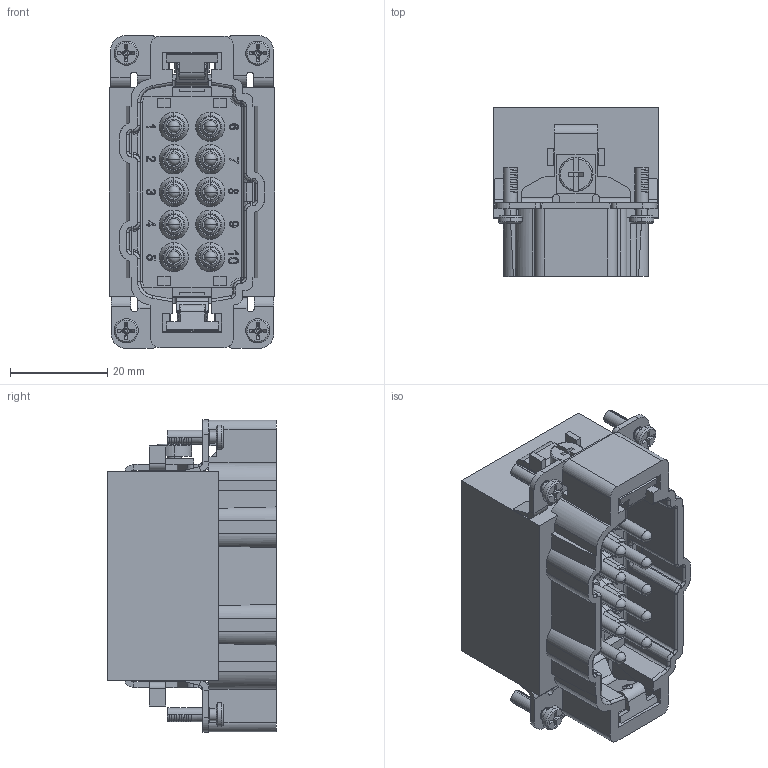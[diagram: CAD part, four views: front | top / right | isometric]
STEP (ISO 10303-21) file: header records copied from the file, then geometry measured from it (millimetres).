
FILE_DESCRIPTION((''),'2;1');
FILE_NAME('HE010MSW','2017-07-18T',('tl.yang'),(''),'PRO/ENGINEER BY PARAMETRIC TECHNOLOGY CORPORATION, 2011500','PRO/ENGINEER BY PARAMETRIC TECHNOLOGY CORPORATION, 2011500','');
FILE_SCHEMA(('CONFIG_CONTROL_DESIGN'));
Length unit declared in the file: millimetre
Products named in the file (1): HE010MSW
Bounding box: 34 x 34.7 x 64.2 mm (x, y, z)
Volume: 38352.3 mm3; surface area: 17287.4 mm2
Topology: 1 solids, 22 shells, 1642 faces, 4608 edges, 3066 vertices
Faces by surface type: plane 1033, cylinder 220, extrusion 152, cone 124, bspline 48, torus 35, sphere 30
Entity records: 56020 total; most frequent: CARTESIAN_POINT 14148, ORIENTED_EDGE 9160, DIRECTION 7815, EDGE_CURVE 4580, VECTOR 3395, LINE 3243, VERTEX_POINT 3066, AXIS2_PLACEMENT_3D 2210
